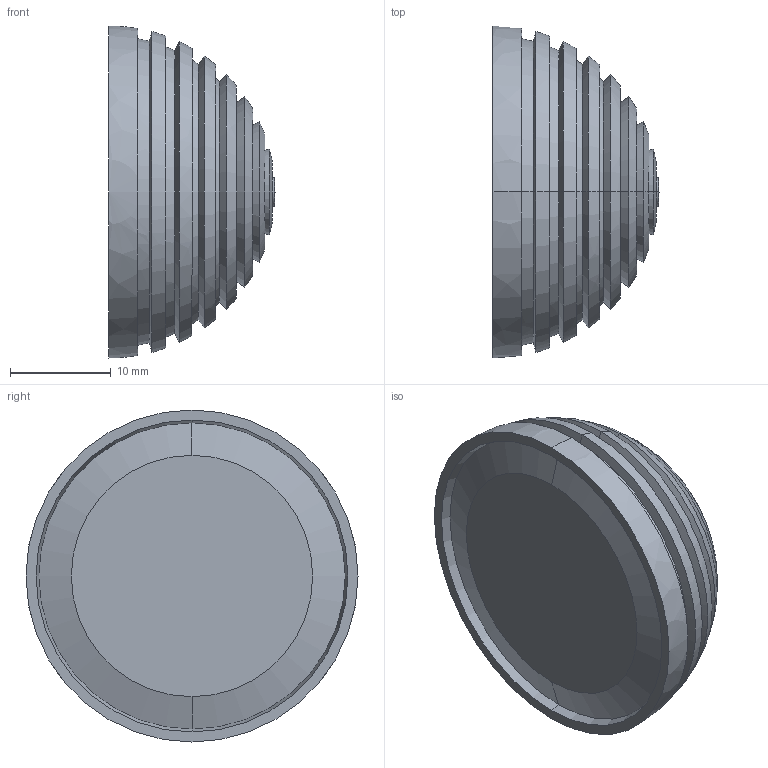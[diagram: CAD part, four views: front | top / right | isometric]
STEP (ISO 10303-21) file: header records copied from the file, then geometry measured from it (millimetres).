
FILE_DESCRIPTION (( 'STEP AP214' ), '1' );
FILE_NAME ('逋潑2.STEP', '2021-04-05T06:24:34', ( '' ), ( '' ), 'SwSTEP 2.0', 'SolidWorks 2018', '' );
FILE_SCHEMA (( 'AUTOMOTIVE_DESIGN' ));
Length unit declared in the file: millimetre
Products named in the file (1): 逋潑2
Bounding box: 16.5 x 33 x 33 mm (x, y, z)
Volume: 8563 mm3; surface area: 3558.3 mm2
Topology: 1 solids, 1 shells, 72 faces, 146 edges, 75 vertices
Faces by surface type: cone 36, sphere 34, plane 2
Entity records: 1866 total; most frequent: DIRECTION 394, CARTESIAN_POINT 288, ORIENTED_EDGE 284, AXIS2_PLACEMENT_3D 179, EDGE_CURVE 142, CIRCLE 106, VERTEX_POINT 73, EDGE_LOOP 73
